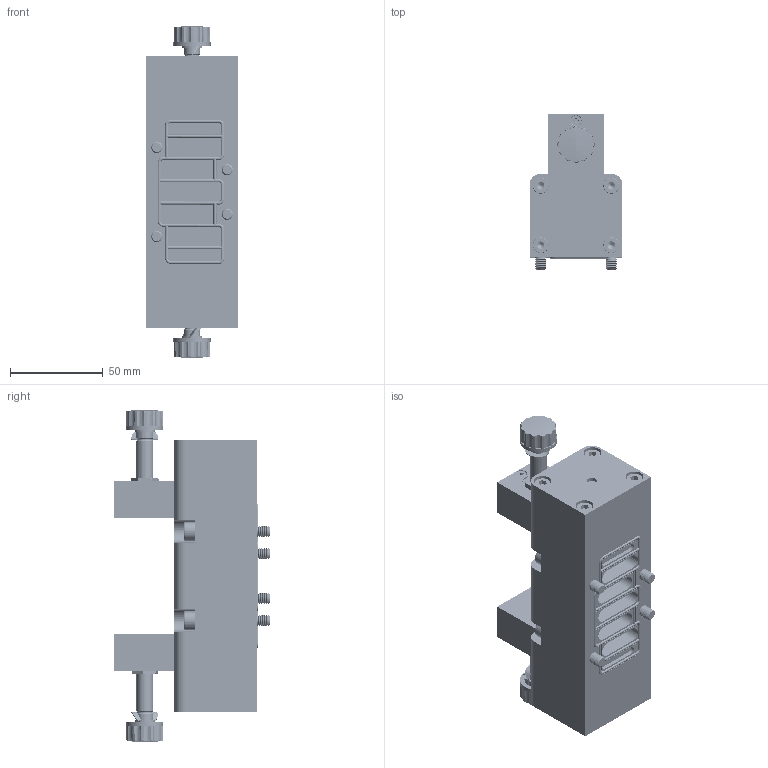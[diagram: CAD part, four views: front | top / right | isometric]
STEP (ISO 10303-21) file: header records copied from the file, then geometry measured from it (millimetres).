
FILE_DESCRIPTION (( 'STEP AP214' ), '1' );
FILE_NAME ('02_076_3.STEP', '2016-02-09T15:33:15', ( '' ), ( '' ), 'SwSTEP 2.0', 'SolidWorks 2016', '' );
FILE_SCHEMA (( 'AUTOMOTIVE_DESIGN' ));
Length unit declared in the file: millimetre
Products named in the file (1): 02_076_3
Bounding box: 50 x 83.5 x 178.8 mm (x, y, z)
Volume: 356212 mm3; surface area: 83521 mm2
Topology: 22 solids, 28 shells, 4097 faces, 10681 edges, 6661 vertices
Faces by surface type: cone 2005, cylinder 1209, plane 719, torus 152, bspline 8, sphere 4
Entity records: 135724 total; most frequent: CARTESIAN_POINT 24759, DIRECTION 23728, ORIENTED_EDGE 21274, EDGE_CURVE 10637, AXIS2_PLACEMENT_3D 9657, VERTEX_POINT 6661, CIRCLE 5567, VECTOR 4414
